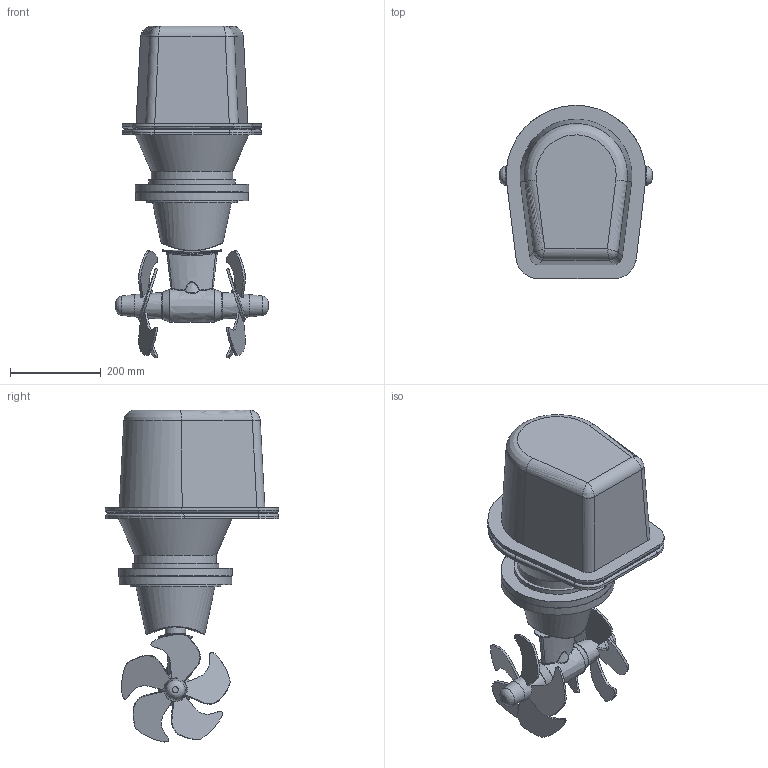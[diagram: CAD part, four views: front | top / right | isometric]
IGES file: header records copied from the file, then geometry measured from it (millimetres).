
Global section: file name: SE170_250 IP; native system: Autodesk Inventor 2015; preprocessor: unknown; author: Elvira H.; date: 20151203.134355; units: millimetre
Bounding box: 336.6 x 381.85 x 731.93 mm (x, y, z)
Volume: 25097043.5 mm3; surface area: 1454545.5 mm2
Topology: 11 solids, 11 shells, 201 faces, 434 edges, 269 vertices
Faces by surface type: bspline 201
